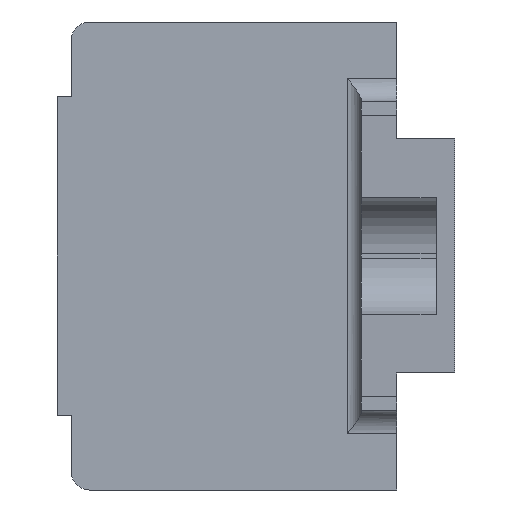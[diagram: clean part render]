
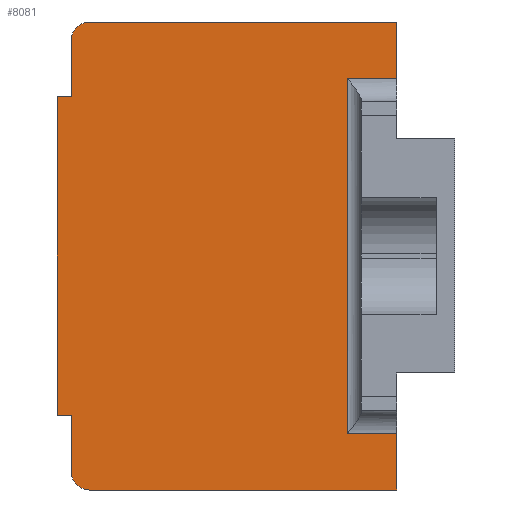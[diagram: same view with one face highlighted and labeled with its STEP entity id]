
A CAD part, left-side view. The second image highlights one B-rep face of the part: STEP entity #8081.
In plain terms, the highlighted planar face has unit normal (-1, 0, 0).
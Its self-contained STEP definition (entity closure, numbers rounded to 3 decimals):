
#1766=DIRECTION('',(0.,-1.,0.));
#1767=VECTOR('',#1766,5.3);
#1768=CARTESIAN_POINT('',(-30.25,11.5,19.));
#1769=LINE('',#1768,#1767);
#1799=DIRECTION('',(0.,0.,1.));
#1800=VECTOR('',#1799,38.);
#1801=CARTESIAN_POINT('',(-30.25,11.5,-19.));
#1802=LINE('',#1801,#1800);
#1819=DIRECTION('',(0.,1.,0.));
#1820=VECTOR('',#1819,5.3);
#1821=CARTESIAN_POINT('',(-30.25,6.2,-19.));
#1822=LINE('',#1821,#1820);
#1837=DIRECTION('',(0.,0.,-1.));
#1838=VECTOR('',#1837,6.);
#1839=CARTESIAN_POINT('',(-30.25,6.2,-19.));
#1840=LINE('',#1839,#1838);
#1841=DIRECTION('',(0.,1.,0.));
#1842=VECTOR('',#1841,32.8);
#1843=CARTESIAN_POINT('',(-30.25,6.2,-25.));
#1844=LINE('',#1843,#1842);
#1845=CARTESIAN_POINT('',(-30.25,39.,-23.));
#1846=DIRECTION('',(1.,0.,0.));
#1847=DIRECTION('',(0.,0.,-1.));
#1848=AXIS2_PLACEMENT_3D('',#1845,#1846,#1847);
#1850=DIRECTION('',(0.,0.,1.));
#1851=VECTOR('',#1850,6.);
#1852=CARTESIAN_POINT('',(-30.25,41.,-23.));
#1853=LINE('',#1852,#1851);
#1854=DIRECTION('',(0.,1.,0.));
#1855=VECTOR('',#1854,1.5);
#1856=CARTESIAN_POINT('',(-30.25,41.,-17.));
#1857=LINE('',#1856,#1855);
#1858=DIRECTION('',(0.,0.,1.));
#1859=VECTOR('',#1858,34.);
#1860=CARTESIAN_POINT('',(-30.25,42.5,-17.));
#1861=LINE('',#1860,#1859);
#1862=DIRECTION('',(0.,-1.,0.));
#1863=VECTOR('',#1862,1.5);
#1864=CARTESIAN_POINT('',(-30.25,42.5,17.));
#1865=LINE('',#1864,#1863);
#1866=DIRECTION('',(0.,0.,1.));
#1867=VECTOR('',#1866,6.);
#1868=CARTESIAN_POINT('',(-30.25,41.,17.));
#1869=LINE('',#1868,#1867);
#1870=CARTESIAN_POINT('',(-30.25,39.,23.));
#1871=DIRECTION('',(1.,0.,0.));
#1872=DIRECTION('',(0.,1.,0.));
#1873=AXIS2_PLACEMENT_3D('',#1870,#1871,#1872);
#1875=DIRECTION('',(0.,-1.,0.));
#1876=VECTOR('',#1875,32.8);
#1877=CARTESIAN_POINT('',(-30.25,39.,25.));
#1878=LINE('',#1877,#1876);
#1879=DIRECTION('',(0.,0.,-1.));
#1880=VECTOR('',#1879,6.);
#1881=CARTESIAN_POINT('',(-30.25,6.2,25.));
#1882=LINE('',#1881,#1880);
#5131=CARTESIAN_POINT('',(-30.25,42.5,17.));
#5132=CARTESIAN_POINT('',(-30.25,41.,17.));
#5133=VERTEX_POINT('',#5131);
#5134=VERTEX_POINT('',#5132);
#5135=CARTESIAN_POINT('',(-30.25,41.,23.));
#5136=VERTEX_POINT('',#5135);
#5137=CARTESIAN_POINT('',(-30.25,39.,25.));
#5138=VERTEX_POINT('',#5137);
#5139=CARTESIAN_POINT('',(-30.25,6.2,25.));
#5140=VERTEX_POINT('',#5139);
#5141=CARTESIAN_POINT('',(-30.25,6.2,-25.));
#5142=CARTESIAN_POINT('',(-30.25,39.,-25.));
#5143=VERTEX_POINT('',#5141);
#5144=VERTEX_POINT('',#5142);
#5145=CARTESIAN_POINT('',(-30.25,41.,-23.));
#5146=VERTEX_POINT('',#5145);
#5147=CARTESIAN_POINT('',(-30.25,41.,-17.));
#5148=VERTEX_POINT('',#5147);
#5149=CARTESIAN_POINT('',(-30.25,42.5,-17.));
#5150=VERTEX_POINT('',#5149);
#5625=CARTESIAN_POINT('',(-30.25,6.2,19.));
#5626=VERTEX_POINT('',#5625);
#5627=CARTESIAN_POINT('',(-30.25,6.2,-19.));
#5628=VERTEX_POINT('',#5627);
#5641=CARTESIAN_POINT('',(-30.25,11.5,-19.));
#5642=CARTESIAN_POINT('',(-30.25,11.5,19.));
#5643=VERTEX_POINT('',#5641);
#5644=VERTEX_POINT('',#5642);
#8050=CARTESIAN_POINT('',(-30.25,0.,0.));
#8051=DIRECTION('',(1.,0.,0.));
#8052=DIRECTION('',(0.,0.,-1.));
#8053=AXIS2_PLACEMENT_3D('',#8050,#8051,#8052);
#8054=PLANE('',#8053);
#8055=ORIENTED_EDGE('',*,*,#8028,.F.);
#8056=ORIENTED_EDGE('',*,*,#8039,.F.);
#8058=ORIENTED_EDGE('',*,*,#8057,.T.);
#8060=ORIENTED_EDGE('',*,*,#8059,.T.);
#8062=ORIENTED_EDGE('',*,*,#8061,.T.);
#8064=ORIENTED_EDGE('',*,*,#8063,.T.);
#8066=ORIENTED_EDGE('',*,*,#8065,.T.);
#8068=ORIENTED_EDGE('',*,*,#8067,.T.);
#8070=ORIENTED_EDGE('',*,*,#8069,.T.);
#8072=ORIENTED_EDGE('',*,*,#8071,.T.);
#8074=ORIENTED_EDGE('',*,*,#8073,.T.);
#8076=ORIENTED_EDGE('',*,*,#8075,.T.);
#8077=ORIENTED_EDGE('',*,*,#7970,.T.);
#8078=ORIENTED_EDGE('',*,*,#8013,.F.);
#8079=EDGE_LOOP('',(#8055,#8056,#8058,#8060,#8062,#8064,#8066,#8068,#8070,#8072,
#8074,#8076,#8077,#8078));
#8080=FACE_OUTER_BOUND('',#8079,.F.);
#8081=ADVANCED_FACE('',(#8080),#8054,.F.);
#1849=CIRCLE('',#1848,2.);
#1874=CIRCLE('',#1873,2.);
#7970=EDGE_CURVE('',#5140,#5626,#1882,.T.);
#8013=EDGE_CURVE('',#5644,#5626,#1769,.T.);
#8028=EDGE_CURVE('',#5643,#5644,#1802,.T.);
#8039=EDGE_CURVE('',#5628,#5643,#1822,.T.);
#8057=EDGE_CURVE('',#5628,#5143,#1840,.T.);
#8059=EDGE_CURVE('',#5143,#5144,#1844,.T.);
#8061=EDGE_CURVE('',#5144,#5146,#1849,.T.);
#8063=EDGE_CURVE('',#5146,#5148,#1853,.T.);
#8065=EDGE_CURVE('',#5148,#5150,#1857,.T.);
#8067=EDGE_CURVE('',#5150,#5133,#1861,.T.);
#8069=EDGE_CURVE('',#5133,#5134,#1865,.T.);
#8071=EDGE_CURVE('',#5134,#5136,#1869,.T.);
#8073=EDGE_CURVE('',#5136,#5138,#1874,.T.);
#8075=EDGE_CURVE('',#5138,#5140,#1878,.T.);
